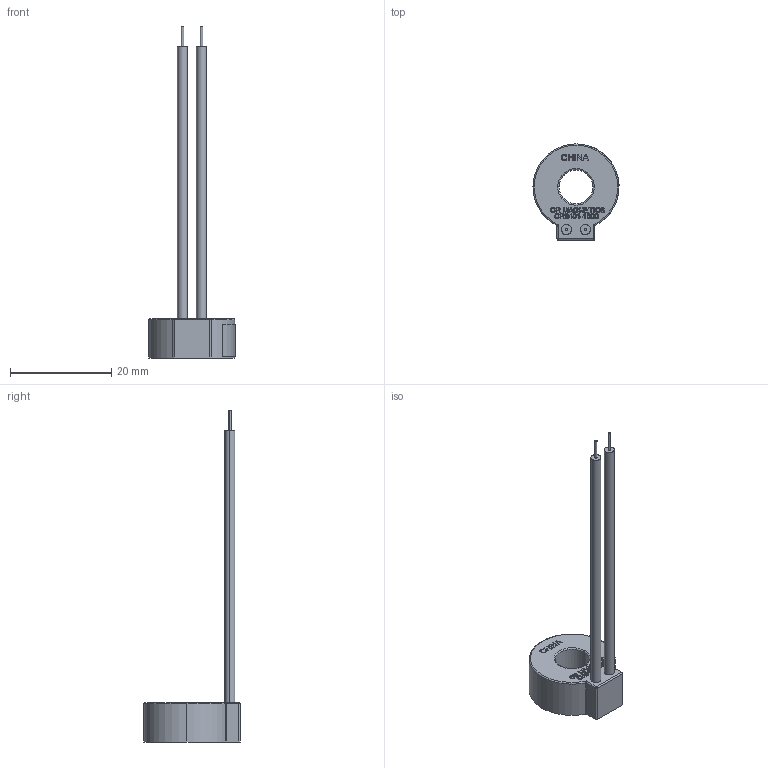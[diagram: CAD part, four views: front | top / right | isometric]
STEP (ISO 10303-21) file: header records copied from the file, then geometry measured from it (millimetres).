
FILE_DESCRIPTION (( 'STEP AP203' ), '1' );
FILE_NAME ('CR8401-1000.STEP', '2023-08-08T15:52:30', ( '' ), ( '' ), 'SwSTEP 2.0', 'SolidWorks 2022', '' );
FILE_SCHEMA (( 'CONFIG_CONTROL_DESIGN' ));
Length unit declared in the file: millimetre
Products named in the file (1): CR8401-1000
Bounding box: 17.01 x 19 x 65.6 mm (x, y, z)
Volume: 1927.8 mm3; surface area: 1727.4 mm2
Topology: 1 solids, 1 shells, 392 faces, 1023 edges, 674 vertices
Faces by surface type: plane 215, bspline 139, cylinder 26, torus 10, sphere 2
Entity records: 20189 total; most frequent: CARTESIAN_POINT 11393, ORIENTED_EDGE 2038, DIRECTION 1316, EDGE_CURVE 1019, VERTEX_POINT 674, VECTOR 666, LINE 666, EDGE_LOOP 439
